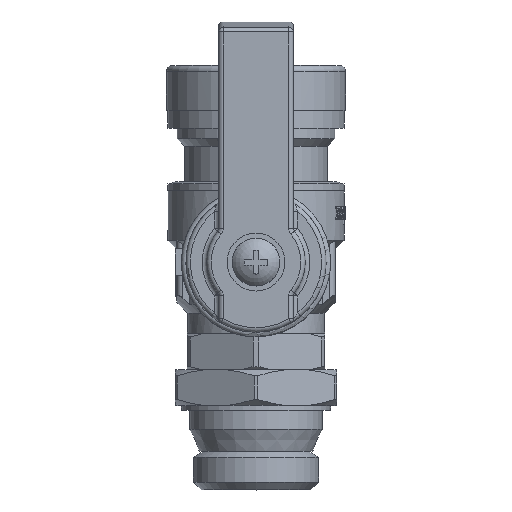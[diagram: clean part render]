
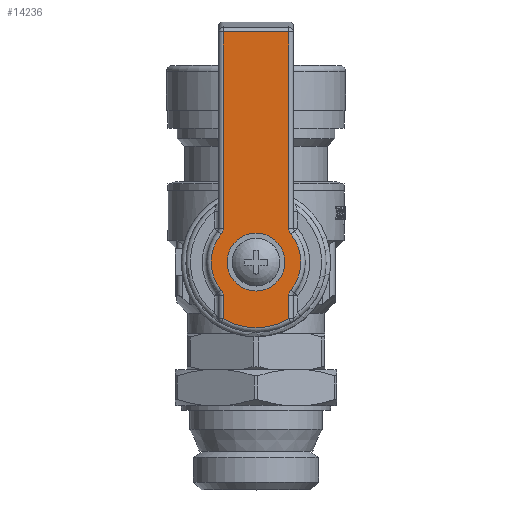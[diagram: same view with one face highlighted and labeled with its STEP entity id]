
A CAD part, top view. The second image highlights one B-rep face of the part: STEP entity #14236.
In plain terms, the highlighted planar face has unit normal (0, 0, 1).
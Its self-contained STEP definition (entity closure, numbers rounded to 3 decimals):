
#1001=PLANE('',#15083);
#1578=LINE('',#24626,#2224);
#1579=LINE('',#24628,#2225);
#1580=LINE('',#24630,#2226);
#1581=LINE('',#24638,#2227);
#1582=LINE('',#24642,#2228);
#2224=VECTOR('',#17243,1000.);
#2225=VECTOR('',#17244,1000.);
#2226=VECTOR('',#17245,1000.);
#2227=VECTOR('',#17252,1000.);
#2228=VECTOR('',#17255,1000.);
#4779=ORIENTED_EDGE('',*,*,#6521,.T.);
#4780=ORIENTED_EDGE('',*,*,#6522,.F.);
#4781=ORIENTED_EDGE('',*,*,#6523,.T.);
#4782=ORIENTED_EDGE('',*,*,#6524,.T.);
#4783=ORIENTED_EDGE('',*,*,#6525,.T.);
#4784=ORIENTED_EDGE('',*,*,#6526,.F.);
#4785=ORIENTED_EDGE('',*,*,#6527,.T.);
#4786=ORIENTED_EDGE('',*,*,#6528,.F.);
#4787=ORIENTED_EDGE('',*,*,#6529,.T.);
#4788=ORIENTED_EDGE('',*,*,#6530,.T.);
#4789=ORIENTED_EDGE('',*,*,#6531,.T.);
#4790=ORIENTED_EDGE('',*,*,#6532,.F.);
#4791=ORIENTED_EDGE('',*,*,#6533,.T.);
#6521=EDGE_CURVE('',#7637,#7637,#8086,.T.);
#6522=EDGE_CURVE('',#7638,#7639,#8087,.F.);
#6523=EDGE_CURVE('',#7638,#7640,#1578,.F.);
#6524=EDGE_CURVE('',#7640,#7641,#1579,.F.);
#6525=EDGE_CURVE('',#7641,#7642,#1580,.F.);
#6526=EDGE_CURVE('',#7643,#7642,#8088,.F.);
#6527=EDGE_CURVE('',#7643,#7644,#8089,.F.);
#6528=EDGE_CURVE('',#7645,#7644,#8090,.F.);
#6529=EDGE_CURVE('',#7645,#7646,#1581,.T.);
#6530=EDGE_CURVE('',#7646,#7647,#8091,.F.);
#6531=EDGE_CURVE('',#7647,#7648,#1582,.T.);
#6532=EDGE_CURVE('',#7649,#7648,#8092,.F.);
#6533=EDGE_CURVE('',#7649,#7639,#8093,.F.);
#7637=VERTEX_POINT('',#24622);
#7638=VERTEX_POINT('',#24624);
#7639=VERTEX_POINT('',#24625);
#7640=VERTEX_POINT('',#24627);
#7641=VERTEX_POINT('',#24629);
#7642=VERTEX_POINT('',#24631);
#7643=VERTEX_POINT('',#24633);
#7644=VERTEX_POINT('',#24635);
#7645=VERTEX_POINT('',#24637);
#7646=VERTEX_POINT('',#24639);
#7647=VERTEX_POINT('',#24641);
#7648=VERTEX_POINT('',#24643);
#7649=VERTEX_POINT('',#24645);
#8086=CIRCLE('',#15084,4.85);
#8087=CIRCLE('',#15085,1.5);
#8088=CIRCLE('',#15086,1.5);
#8089=CIRCLE('',#15087,7.5);
#8090=CIRCLE('',#15088,1.5);
#8091=CIRCLE('',#15089,11.);
#8092=CIRCLE('',#15090,1.5);
#8093=CIRCLE('',#15091,7.5);
#8905=EDGE_LOOP('',(#4779));
#8906=EDGE_LOOP('',(#4780,#4781,#4782,#4783,#4784,#4785,#4786,#4787,#4788,
#4789,#4790,#4791));
#9734=FACE_BOUND('',#8905,.T.);
#9735=FACE_BOUND('',#8906,.T.);
#14236=ADVANCED_FACE('',(#9734,#9735),#1001,.F.);
#15083=AXIS2_PLACEMENT_3D('',#24620,#17237,#17238);
#15084=AXIS2_PLACEMENT_3D('',#24621,#17239,#17240);
#15085=AXIS2_PLACEMENT_3D('',#24623,#17241,#17242);
#15086=AXIS2_PLACEMENT_3D('',#24632,#17246,#17247);
#15087=AXIS2_PLACEMENT_3D('',#24634,#17248,#17249);
#15088=AXIS2_PLACEMENT_3D('',#24636,#17250,#17251);
#15089=AXIS2_PLACEMENT_3D('',#24640,#17253,#17254);
#15090=AXIS2_PLACEMENT_3D('',#24644,#17256,#17257);
#15091=AXIS2_PLACEMENT_3D('',#24646,#17258,#17259);
#17237=DIRECTION('',(0.,0.,-1.));
#17238=DIRECTION('',(-1.,0.,0.));
#17239=DIRECTION('',(0.,0.,-1.));
#17240=DIRECTION('',(0.,-1.,0.));
#17241=DIRECTION('',(0.,0.,-1.));
#17242=DIRECTION('',(-1.,0.,0.));
#17243=DIRECTION('',(-1.,0.,0.));
#17244=DIRECTION('',(0.,-1.,0.));
#17245=DIRECTION('',(1.,0.,0.));
#17246=DIRECTION('',(0.,0.,-1.));
#17247=DIRECTION('',(-1.,0.,0.));
#17248=DIRECTION('',(0.,0.,-1.));
#17249=DIRECTION('',(-1.,0.,0.));
#17250=DIRECTION('',(0.,0.,-1.));
#17251=DIRECTION('',(-1.,0.,0.));
#17252=DIRECTION('',(-1.,0.,0.));
#17253=DIRECTION('',(0.,0.,-1.));
#17254=DIRECTION('',(-1.,0.,0.));
#17255=DIRECTION('',(1.,0.,0.));
#17256=DIRECTION('',(0.,0.,-1.));
#17257=DIRECTION('',(-1.,0.,0.));
#17258=DIRECTION('',(0.,0.,-1.));
#17259=DIRECTION('',(-1.,0.,0.));
#24620=CARTESIAN_POINT('',(0.,0.,21.));
#24621=CARTESIAN_POINT('',(0.,0.,21.));
#24622=CARTESIAN_POINT('',(0.,-4.85,21.));
#24623=CARTESIAN_POINT('',(5.657,-7.,21.));
#24624=CARTESIAN_POINT('',(5.657,-5.5,21.));
#24625=CARTESIAN_POINT('',(4.714,-5.833,21.));
#24626=CARTESIAN_POINT('',(0.,-5.5,21.));
#24627=CARTESIAN_POINT('',(38.555,-5.5,21.));
#24628=CARTESIAN_POINT('',(38.555,6.25,21.));
#24629=CARTESIAN_POINT('',(38.555,5.5,21.));
#24630=CARTESIAN_POINT('',(0.,5.5,21.));
#24631=CARTESIAN_POINT('',(5.657,5.5,21.));
#24632=CARTESIAN_POINT('',(5.657,7.,21.));
#24633=CARTESIAN_POINT('',(4.714,5.833,21.));
#24634=CARTESIAN_POINT('',(0.,0.,21.));
#24635=CARTESIAN_POINT('',(-4.714,5.833,21.));
#24636=CARTESIAN_POINT('',(-5.657,7.,21.));
#24637=CARTESIAN_POINT('',(-5.657,5.5,21.));
#24638=CARTESIAN_POINT('',(-9.95,5.5,21.));
#24639=CARTESIAN_POINT('',(-9.526,5.5,21.));
#24640=CARTESIAN_POINT('',(0.,0.,21.));
#24641=CARTESIAN_POINT('',(-9.526,-5.5,21.));
#24642=CARTESIAN_POINT('',(-5.385,-5.5,21.));
#24643=CARTESIAN_POINT('',(-5.657,-5.5,21.));
#24644=CARTESIAN_POINT('',(-5.657,-7.,21.));
#24645=CARTESIAN_POINT('',(-4.714,-5.833,21.));
#24646=CARTESIAN_POINT('',(0.,0.,21.));
